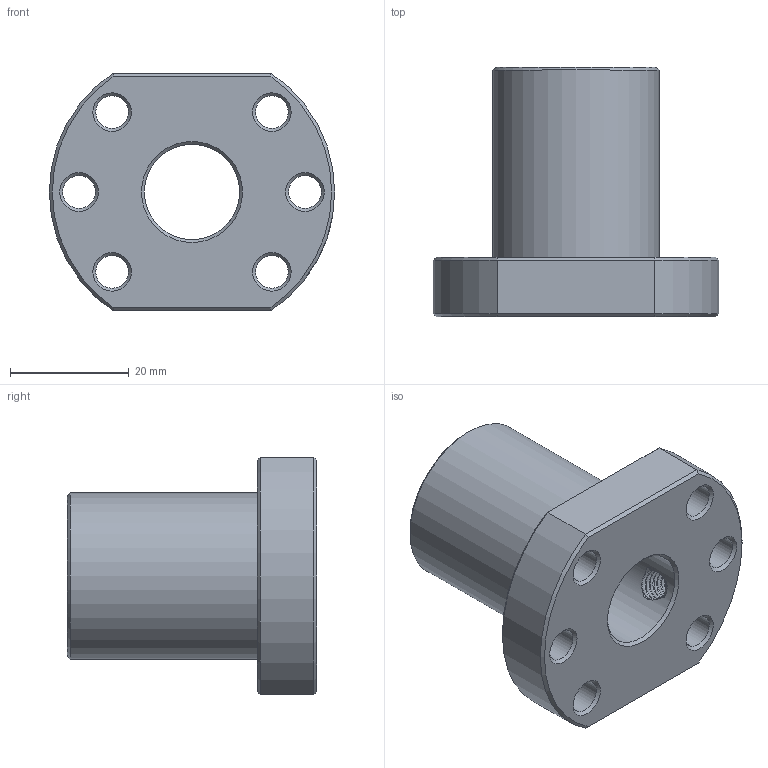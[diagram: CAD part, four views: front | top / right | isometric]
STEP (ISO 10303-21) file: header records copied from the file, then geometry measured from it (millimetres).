
FILE_DESCRIPTION(/* description */ (''),/* implementation_level */ '2;1');
FILE_NAME(/* name */ 'RM16xx.step',/* time_stamp */ '2022-11-15T19:09:22+01:00',/* author */ (''),/* organization */ (''),/* preprocessor_version */ 'ST-DEVELOPER v19.2',/* originating_system */ 'Autodesk Translation Framework v11.17.0.187',/* authorisation */ '');
FILE_SCHEMA (('AUTOMOTIVE_DESIGN { 1 0 10303 214 3 1 1 }'));
Length unit declared in the file: millimetre
Products named in the file (1): RM1610 ball screw nut
Bounding box: 48 x 42 x 40 mm (x, y, z)
Volume: 26017.8 mm3; surface area: 10291.9 mm2
Topology: 1 solids, 1 shells, 79 faces, 204 edges, 128 vertices
Faces by surface type: cylinder 43, cone 20, plane 12, bspline 4
Full cylindrical faces by diameter (mm): 5.035 x8, 5.5 x6, 6.147 x8, 16 x1, 28 x1
Entity records: 4441 total; most frequent: CARTESIAN_POINT 2608, ORIENTED_EDGE 408, DIRECTION 307, EDGE_CURVE 204, VERTEX_POINT 128, AXIS2_PLACEMENT_3D 119, EDGE_LOOP 96, B_SPLINE_CURVE_WITH_KNOTS 92
